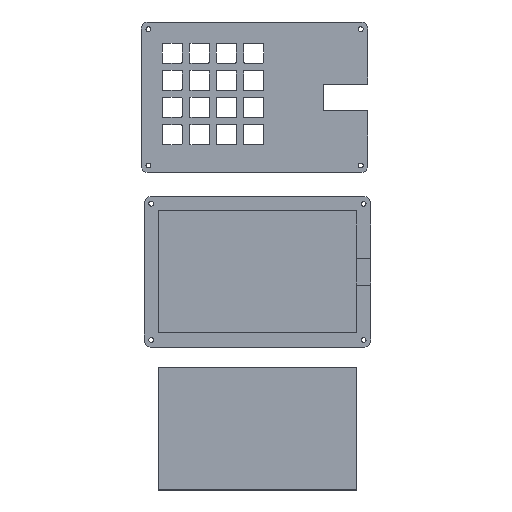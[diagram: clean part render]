
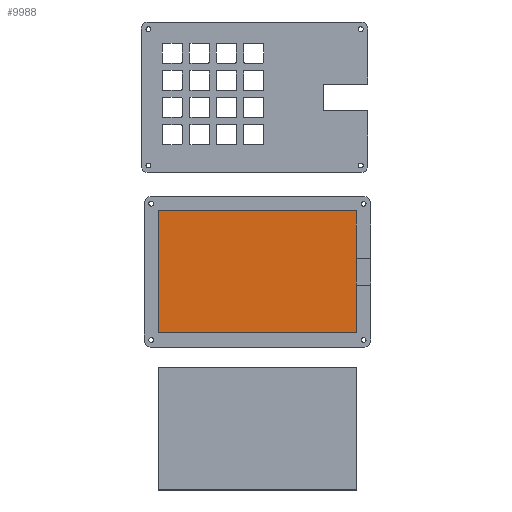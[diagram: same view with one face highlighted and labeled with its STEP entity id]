
A CAD part, top view. The second image highlights one B-rep face of the part: STEP entity #9988.
In plain terms, the highlighted planar face has unit normal (0, 0, 1).
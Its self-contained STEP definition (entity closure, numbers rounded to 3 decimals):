
#1419=FACE_OUTER_BOUND('',#1986,.T.);
#1986=EDGE_LOOP('',(#8467,#8468,#8469,#8470));
#2739=LINE('',#18513,#3602);
#2740=LINE('',#18515,#3603);
#2741=LINE('',#18517,#3604);
#2742=LINE('',#18518,#3605);
#3602=VECTOR('',#11514,10.);
#3603=VECTOR('',#11515,10.);
#3604=VECTOR('',#11516,10.);
#3605=VECTOR('',#11517,10.);
#4612=VERTEX_POINT('',#18511);
#4613=VERTEX_POINT('',#18512);
#4614=VERTEX_POINT('',#18514);
#4615=VERTEX_POINT('',#18516);
#5953=EDGE_CURVE('',#4612,#4613,#2739,.T.);
#5954=EDGE_CURVE('',#4614,#4612,#2740,.T.);
#5955=EDGE_CURVE('',#4615,#4614,#2741,.T.);
#5956=EDGE_CURVE('',#4613,#4615,#2742,.T.);
#8467=ORIENTED_EDGE('',*,*,#5953,.F.);
#8468=ORIENTED_EDGE('',*,*,#5954,.F.);
#8469=ORIENTED_EDGE('',*,*,#5955,.F.);
#8470=ORIENTED_EDGE('',*,*,#5956,.F.);
#9532=PLANE('',#10328);
#9988=ADVANCED_FACE('',(#1419),#9532,.T.);
#10328=AXIS2_PLACEMENT_3D('',#18510,#11512,#11513);
#11512=DIRECTION('center_axis',(0.,0.,1.));
#11513=DIRECTION('ref_axis',(1.,0.,0.));
#11514=DIRECTION('',(-1.,0.,0.));
#11515=DIRECTION('',(0.,-1.,0.));
#11516=DIRECTION('',(1.,0.,0.));
#11517=DIRECTION('',(0.,1.,0.));
#18510=CARTESIAN_POINT('Origin',(69.325,-162.75,3.));
#18511=CARTESIAN_POINT('',(138.65,-205.5,3.));
#18512=CARTESIAN_POINT('',(0.,-205.5,3.));
#18513=CARTESIAN_POINT('',(103.988,-205.5,3.));
#18514=CARTESIAN_POINT('',(138.65,-120.,3.));
#18515=CARTESIAN_POINT('',(138.65,-141.375,3.));
#18516=CARTESIAN_POINT('',(0.,-120.,3.));
#18517=CARTESIAN_POINT('',(34.663,-120.,3.));
#18518=CARTESIAN_POINT('',(0.,-184.125,3.));
